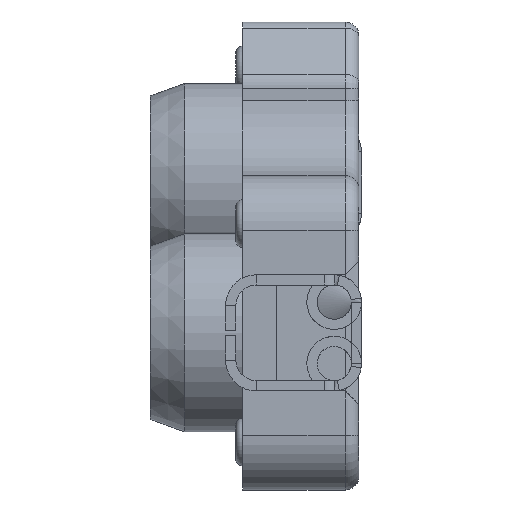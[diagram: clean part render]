
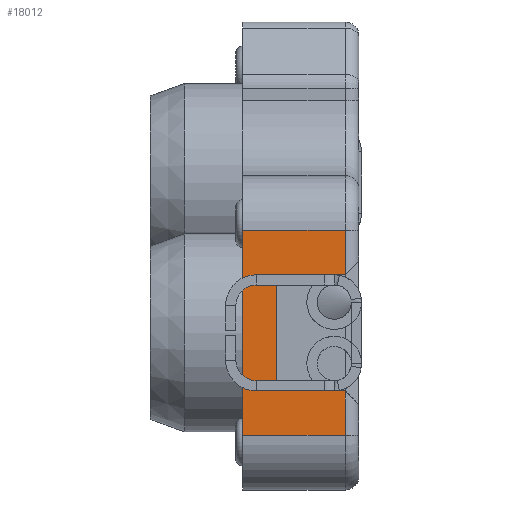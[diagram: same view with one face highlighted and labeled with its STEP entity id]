
A CAD part, left-side view. The second image highlights one B-rep face of the part: STEP entity #18012.
In plain terms, the highlighted planar face has unit normal (-1, 0, 0).
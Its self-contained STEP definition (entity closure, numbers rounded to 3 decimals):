
#14365 = PLANE('',#14366);
#14366 = AXIS2_PLACEMENT_3D('',#14367,#14368,#14369);
#14367 = CARTESIAN_POINT('',(-11.5,-0.1,1.5));
#14368 = DIRECTION('',(0.,1.,0.));
#14369 = DIRECTION('',(0.,0.,1.));
#15355 = CYLINDRICAL_SURFACE('',#15356,0.2);
#15356 = AXIS2_PLACEMENT_3D('',#15357,#15358,#15359);
#15357 = CARTESIAN_POINT('',(-12.1,-1.6,1.5));
#15358 = DIRECTION('',(0.,0.,-1.));
#15359 = DIRECTION('',(-1.,0.,0.));
#16256 = CYLINDRICAL_SURFACE('',#16257,0.2);
#16257 = AXIS2_PLACEMENT_3D('',#16258,#16259,#16260);
#16258 = CARTESIAN_POINT('',(-12.1,-1.6,1.5));
#16259 = DIRECTION('',(0.,0.,-1.));
#16260 = DIRECTION('',(-1.,0.,0.));
#17904 = EDGE_CURVE('',#17905,#17907,#17909,.T.);
#17905 = VERTEX_POINT('',#17906);
#17906 = CARTESIAN_POINT('',(-12.3,-1.6,1.5));
#17907 = VERTEX_POINT('',#17908);
#17908 = CARTESIAN_POINT('',(-12.3,-0.1,1.5));
#17909 = SURFACE_CURVE('',#17910,(#17914,#17926),.PCURVE_S1.);
#17910 = LINE('',#17911,#17912);
#17911 = CARTESIAN_POINT('',(-12.3,-1.8,1.5));
#17912 = VECTOR('',#17913,1.);
#17913 = DIRECTION('',(0.,1.,0.));
#17914 = PCURVE('',#17915,#17920);
#17915 = CYLINDRICAL_SURFACE('',#17916,0.8);
#17916 = AXIS2_PLACEMENT_3D('',#17917,#17918,#17919);
#17917 = CARTESIAN_POINT('',(-11.5,-1.8,1.5));
#17918 = DIRECTION('',(0.,1.,0.));
#17919 = DIRECTION('',(0.,0.,1.));
#17920 = DEFINITIONAL_REPRESENTATION('',(#17921),#17925);
#17921 = LINE('',#17922,#17923);
#17922 = CARTESIAN_POINT('',(4.712,0.));
#17923 = VECTOR('',#17924,1.);
#17924 = DIRECTION('',(0.,1.));
#17925 = ( GEOMETRIC_REPRESENTATION_CONTEXT(2) 
PARAMETRIC_REPRESENTATION_CONTEXT() REPRESENTATION_CONTEXT('2D SPACE',''
  ) );
#17926 = PCURVE('',#17927,#17932);
#17927 = PLANE('',#17928);
#17928 = AXIS2_PLACEMENT_3D('',#17929,#17930,#17931);
#17929 = CARTESIAN_POINT('',(-12.3,-1.8,1.5));
#17930 = DIRECTION('',(1.,0.,0.));
#17931 = DIRECTION('',(0.,0.,-1.));
#17932 = DEFINITIONAL_REPRESENTATION('',(#17933),#17937);
#17933 = LINE('',#17934,#17935);
#17934 = CARTESIAN_POINT('',(0.,0.));
#17935 = VECTOR('',#17936,1.);
#17936 = DIRECTION('',(0.,1.));
#17937 = ( GEOMETRIC_REPRESENTATION_CONTEXT(2) 
PARAMETRIC_REPRESENTATION_CONTEXT() REPRESENTATION_CONTEXT('2D SPACE',''
  ) );
#18012 = ADVANCED_FACE('',(#18013),#17927,.F.);
#18013 = FACE_BOUND('',#18014,.T.);
#18014 = EDGE_LOOP('',(#18015,#18045,#18068,#18096,#18124,#18152,#18173,
    #18174));
#18015 = ORIENTED_EDGE('',*,*,#18016,.F.);
#18016 = EDGE_CURVE('',#18017,#18019,#18021,.T.);
#18017 = VERTEX_POINT('',#18018);
#18018 = CARTESIAN_POINT('',(-12.3,-1.6,-1.5));
#18019 = VERTEX_POINT('',#18020);
#18020 = CARTESIAN_POINT('',(-12.3,-0.1,-1.5));
#18021 = SURFACE_CURVE('',#18022,(#18026,#18033),.PCURVE_S1.);
#18022 = LINE('',#18023,#18024);
#18023 = CARTESIAN_POINT('',(-12.3,-1.8,-1.5));
#18024 = VECTOR('',#18025,1.);
#18025 = DIRECTION('',(0.,1.,0.));
#18026 = PCURVE('',#17927,#18027);
#18027 = DEFINITIONAL_REPRESENTATION('',(#18028),#18032);
#18028 = LINE('',#18029,#18030);
#18029 = CARTESIAN_POINT('',(3.,0.));
#18030 = VECTOR('',#18031,1.);
#18031 = DIRECTION('',(0.,1.));
#18032 = ( GEOMETRIC_REPRESENTATION_CONTEXT(2) 
PARAMETRIC_REPRESENTATION_CONTEXT() REPRESENTATION_CONTEXT('2D SPACE',''
  ) );
#18033 = PCURVE('',#18034,#18039);
#18034 = CYLINDRICAL_SURFACE('',#18035,0.8);
#18035 = AXIS2_PLACEMENT_3D('',#18036,#18037,#18038);
#18036 = CARTESIAN_POINT('',(-11.5,-1.8,-1.5));
#18037 = DIRECTION('',(0.,1.,0.));
#18038 = DIRECTION('',(0.,0.,1.));
#18039 = DEFINITIONAL_REPRESENTATION('',(#18040),#18044);
#18040 = LINE('',#18041,#18042);
#18041 = CARTESIAN_POINT('',(4.712,0.));
#18042 = VECTOR('',#18043,1.);
#18043 = DIRECTION('',(0.,1.));
#18044 = ( GEOMETRIC_REPRESENTATION_CONTEXT(2) 
PARAMETRIC_REPRESENTATION_CONTEXT() REPRESENTATION_CONTEXT('2D SPACE',''
  ) );
#18045 = ORIENTED_EDGE('',*,*,#18046,.T.);
#18046 = EDGE_CURVE('',#18017,#18047,#18049,.T.);
#18047 = VERTEX_POINT('',#18048);
#18048 = CARTESIAN_POINT('',(-12.3,-1.6,-0.85));
#18049 = SURFACE_CURVE('',#18050,(#18054,#18061),.PCURVE_S1.);
#18050 = LINE('',#18051,#18052);
#18051 = CARTESIAN_POINT('',(-12.3,-1.6,1.5));
#18052 = VECTOR('',#18053,1.);
#18053 = DIRECTION('',(0.,0.,1.));
#18054 = PCURVE('',#17927,#18055);
#18055 = DEFINITIONAL_REPRESENTATION('',(#18056),#18060);
#18056 = LINE('',#18057,#18058);
#18057 = CARTESIAN_POINT('',(0.,0.2));
#18058 = VECTOR('',#18059,1.);
#18059 = DIRECTION('',(-1.,0.));
#18060 = ( GEOMETRIC_REPRESENTATION_CONTEXT(2) 
PARAMETRIC_REPRESENTATION_CONTEXT() REPRESENTATION_CONTEXT('2D SPACE',''
  ) );
#18061 = PCURVE('',#15355,#18062);
#18062 = DEFINITIONAL_REPRESENTATION('',(#18063),#18067);
#18063 = LINE('',#18064,#18065);
#18064 = CARTESIAN_POINT('',(6.283,0.));
#18065 = VECTOR('',#18066,1.);
#18066 = DIRECTION('',(0.,-1.));
#18067 = ( GEOMETRIC_REPRESENTATION_CONTEXT(2) 
PARAMETRIC_REPRESENTATION_CONTEXT() REPRESENTATION_CONTEXT('2D SPACE',''
  ) );
#18068 = ORIENTED_EDGE('',*,*,#18069,.F.);
#18069 = EDGE_CURVE('',#18070,#18047,#18072,.T.);
#18070 = VERTEX_POINT('',#18071);
#18071 = CARTESIAN_POINT('',(-12.3,-0.6,-0.85));
#18072 = SURFACE_CURVE('',#18073,(#18077,#18084),.PCURVE_S1.);
#18073 = LINE('',#18074,#18075);
#18074 = CARTESIAN_POINT('',(-12.3,-0.6,-0.85));
#18075 = VECTOR('',#18076,1.);
#18076 = DIRECTION('',(-0.,-1.,-0.));
#18077 = PCURVE('',#17927,#18078);
#18078 = DEFINITIONAL_REPRESENTATION('',(#18079),#18083);
#18079 = LINE('',#18080,#18081);
#18080 = CARTESIAN_POINT('',(2.35,1.2));
#18081 = VECTOR('',#18082,1.);
#18082 = DIRECTION('',(0.,-1.));
#18083 = ( GEOMETRIC_REPRESENTATION_CONTEXT(2) 
PARAMETRIC_REPRESENTATION_CONTEXT() REPRESENTATION_CONTEXT('2D SPACE',''
  ) );
#18084 = PCURVE('',#18085,#18090);
#18085 = PLANE('',#18086);
#18086 = AXIS2_PLACEMENT_3D('',#18087,#18088,#18089);
#18087 = CARTESIAN_POINT('',(0.,-0.6,-0.85));
#18088 = DIRECTION('',(0.,0.,-1.));
#18089 = DIRECTION('',(-1.,0.,0.));
#18090 = DEFINITIONAL_REPRESENTATION('',(#18091),#18095);
#18091 = LINE('',#18092,#18093);
#18092 = CARTESIAN_POINT('',(12.3,0.));
#18093 = VECTOR('',#18094,1.);
#18094 = DIRECTION('',(0.,-1.));
#18095 = ( GEOMETRIC_REPRESENTATION_CONTEXT(2) 
PARAMETRIC_REPRESENTATION_CONTEXT() REPRESENTATION_CONTEXT('2D SPACE',''
  ) );
#18096 = ORIENTED_EDGE('',*,*,#18097,.F.);
#18097 = EDGE_CURVE('',#18098,#18070,#18100,.T.);
#18098 = VERTEX_POINT('',#18099);
#18099 = CARTESIAN_POINT('',(-12.3,-0.6,0.85));
#18100 = SURFACE_CURVE('',#18101,(#18105,#18112),.PCURVE_S1.);
#18101 = LINE('',#18102,#18103);
#18102 = CARTESIAN_POINT('',(-12.3,-0.6,0.));
#18103 = VECTOR('',#18104,1.);
#18104 = DIRECTION('',(0.,0.,-1.));
#18105 = PCURVE('',#17927,#18106);
#18106 = DEFINITIONAL_REPRESENTATION('',(#18107),#18111);
#18107 = LINE('',#18108,#18109);
#18108 = CARTESIAN_POINT('',(1.5,1.2));
#18109 = VECTOR('',#18110,1.);
#18110 = DIRECTION('',(1.,0.));
#18111 = ( GEOMETRIC_REPRESENTATION_CONTEXT(2) 
PARAMETRIC_REPRESENTATION_CONTEXT() REPRESENTATION_CONTEXT('2D SPACE',''
  ) );
#18112 = PCURVE('',#18113,#18118);
#18113 = PLANE('',#18114);
#18114 = AXIS2_PLACEMENT_3D('',#18115,#18116,#18117);
#18115 = CARTESIAN_POINT('',(0.,-0.6,0.));
#18116 = DIRECTION('',(0.,-1.,0.));
#18117 = DIRECTION('',(0.,0.,-1.));
#18118 = DEFINITIONAL_REPRESENTATION('',(#18119),#18123);
#18119 = LINE('',#18120,#18121);
#18120 = CARTESIAN_POINT('',(-0.,-12.3));
#18121 = VECTOR('',#18122,1.);
#18122 = DIRECTION('',(1.,0.));
#18123 = ( GEOMETRIC_REPRESENTATION_CONTEXT(2) 
PARAMETRIC_REPRESENTATION_CONTEXT() REPRESENTATION_CONTEXT('2D SPACE',''
  ) );
#18124 = ORIENTED_EDGE('',*,*,#18125,.T.);
#18125 = EDGE_CURVE('',#18098,#18126,#18128,.T.);
#18126 = VERTEX_POINT('',#18127);
#18127 = CARTESIAN_POINT('',(-12.3,-1.6,0.85));
#18128 = SURFACE_CURVE('',#18129,(#18133,#18140),.PCURVE_S1.);
#18129 = LINE('',#18130,#18131);
#18130 = CARTESIAN_POINT('',(-12.3,-0.6,0.85));
#18131 = VECTOR('',#18132,1.);
#18132 = DIRECTION('',(-0.,-1.,-0.));
#18133 = PCURVE('',#17927,#18134);
#18134 = DEFINITIONAL_REPRESENTATION('',(#18135),#18139);
#18135 = LINE('',#18136,#18137);
#18136 = CARTESIAN_POINT('',(0.65,1.2));
#18137 = VECTOR('',#18138,1.);
#18138 = DIRECTION('',(0.,-1.));
#18139 = ( GEOMETRIC_REPRESENTATION_CONTEXT(2) 
PARAMETRIC_REPRESENTATION_CONTEXT() REPRESENTATION_CONTEXT('2D SPACE',''
  ) );
#18140 = PCURVE('',#18141,#18146);
#18141 = PLANE('',#18142);
#18142 = AXIS2_PLACEMENT_3D('',#18143,#18144,#18145);
#18143 = CARTESIAN_POINT('',(0.,-0.6,0.85));
#18144 = DIRECTION('',(0.,0.,1.));
#18145 = DIRECTION('',(1.,0.,0.));
#18146 = DEFINITIONAL_REPRESENTATION('',(#18147),#18151);
#18147 = LINE('',#18148,#18149);
#18148 = CARTESIAN_POINT('',(-12.3,0.));
#18149 = VECTOR('',#18150,1.);
#18150 = DIRECTION('',(0.,-1.));
#18151 = ( GEOMETRIC_REPRESENTATION_CONTEXT(2) 
PARAMETRIC_REPRESENTATION_CONTEXT() REPRESENTATION_CONTEXT('2D SPACE',''
  ) );
#18152 = ORIENTED_EDGE('',*,*,#18153,.T.);
#18153 = EDGE_CURVE('',#18126,#17905,#18154,.T.);
#18154 = SURFACE_CURVE('',#18155,(#18159,#18166),.PCURVE_S1.);
#18155 = LINE('',#18156,#18157);
#18156 = CARTESIAN_POINT('',(-12.3,-1.6,1.5));
#18157 = VECTOR('',#18158,1.);
#18158 = DIRECTION('',(0.,0.,1.));
#18159 = PCURVE('',#17927,#18160);
#18160 = DEFINITIONAL_REPRESENTATION('',(#18161),#18165);
#18161 = LINE('',#18162,#18163);
#18162 = CARTESIAN_POINT('',(0.,0.2));
#18163 = VECTOR('',#18164,1.);
#18164 = DIRECTION('',(-1.,0.));
#18165 = ( GEOMETRIC_REPRESENTATION_CONTEXT(2) 
PARAMETRIC_REPRESENTATION_CONTEXT() REPRESENTATION_CONTEXT('2D SPACE',''
  ) );
#18166 = PCURVE('',#16256,#18167);
#18167 = DEFINITIONAL_REPRESENTATION('',(#18168),#18172);
#18168 = LINE('',#18169,#18170);
#18169 = CARTESIAN_POINT('',(6.283,0.));
#18170 = VECTOR('',#18171,1.);
#18171 = DIRECTION('',(0.,-1.));
#18172 = ( GEOMETRIC_REPRESENTATION_CONTEXT(2) 
PARAMETRIC_REPRESENTATION_CONTEXT() REPRESENTATION_CONTEXT('2D SPACE',''
  ) );
#18173 = ORIENTED_EDGE('',*,*,#17904,.T.);
#18174 = ORIENTED_EDGE('',*,*,#18175,.T.);
#18175 = EDGE_CURVE('',#17907,#18019,#18176,.T.);
#18176 = SURFACE_CURVE('',#18177,(#18181,#18188),.PCURVE_S1.);
#18177 = LINE('',#18178,#18179);
#18178 = CARTESIAN_POINT('',(-12.3,-0.1,1.5));
#18179 = VECTOR('',#18180,1.);
#18180 = DIRECTION('',(0.,0.,-1.));
#18181 = PCURVE('',#17927,#18182);
#18182 = DEFINITIONAL_REPRESENTATION('',(#18183),#18187);
#18183 = LINE('',#18184,#18185);
#18184 = CARTESIAN_POINT('',(0.,1.7));
#18185 = VECTOR('',#18186,1.);
#18186 = DIRECTION('',(1.,0.));
#18187 = ( GEOMETRIC_REPRESENTATION_CONTEXT(2) 
PARAMETRIC_REPRESENTATION_CONTEXT() REPRESENTATION_CONTEXT('2D SPACE',''
  ) );
#18188 = PCURVE('',#14365,#18189);
#18189 = DEFINITIONAL_REPRESENTATION('',(#18190),#18194);
#18190 = LINE('',#18191,#18192);
#18191 = CARTESIAN_POINT('',(0.,-0.8));
#18192 = VECTOR('',#18193,1.);
#18193 = DIRECTION('',(-1.,0.));
#18194 = ( GEOMETRIC_REPRESENTATION_CONTEXT(2) 
PARAMETRIC_REPRESENTATION_CONTEXT() REPRESENTATION_CONTEXT('2D SPACE',''
  ) );
